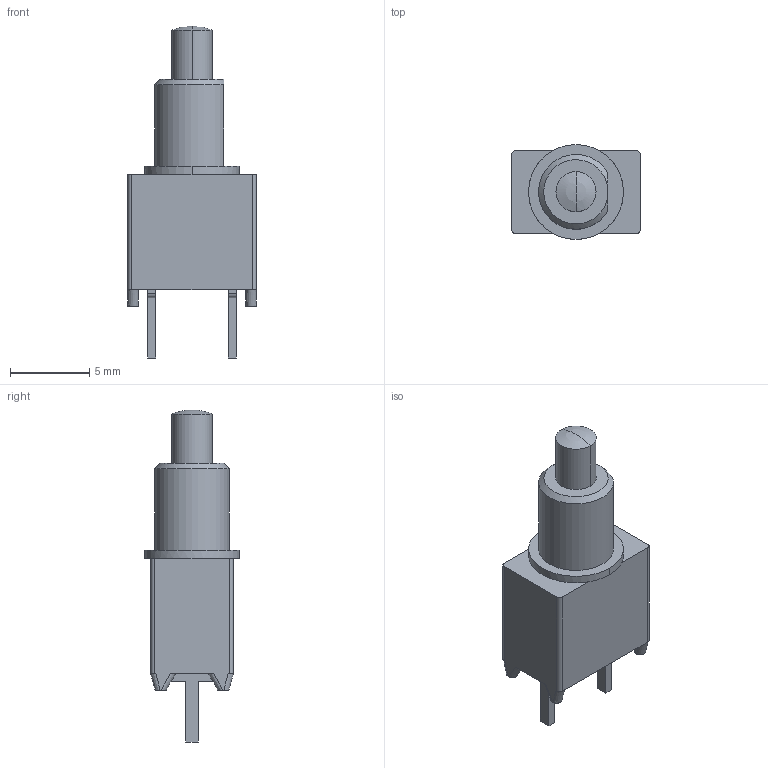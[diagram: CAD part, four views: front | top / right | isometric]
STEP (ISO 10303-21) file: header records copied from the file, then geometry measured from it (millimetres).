
FILE_DESCRIPTION((''),'2;1');
FILE_NAME('C-1825097-1','2018-09-18T',('workeradm'),('TE Connectivity Ltd.'),'CREO PARAMETRIC BY PTC INC, 2016050','CREO PARAMETRIC BY PTC INC, 2016050','');
FILE_SCHEMA(('AUTOMOTIVE_DESIGN { 1 0 10303 214 1 1 1 1 }'));
Length unit declared in the file: millimetre
Products named in the file (1): C-1825097-1
Bounding box: 8.13 x 5.99 x 20.98 mm (x, y, z)
Volume: 439.9 mm3; surface area: 429.4 mm2
Topology: 1 solids, 1 shells, 66 faces, 173 edges, 111 vertices
Faces by surface type: plane 42, cylinder 13, bspline 8, sphere 2, cone 1
Entity records: 2325 total; most frequent: CARTESIAN_POINT 642, ORIENTED_EDGE 342, DIRECTION 338, EDGE_CURVE 171, VECTOR 116, LINE 116, AXIS2_PLACEMENT_3D 111, VERTEX_POINT 111
